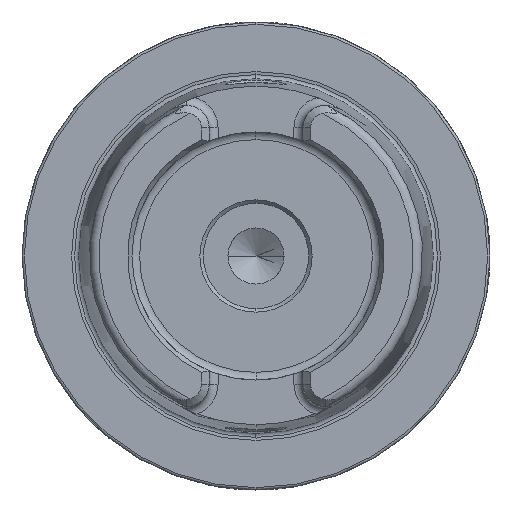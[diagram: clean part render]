
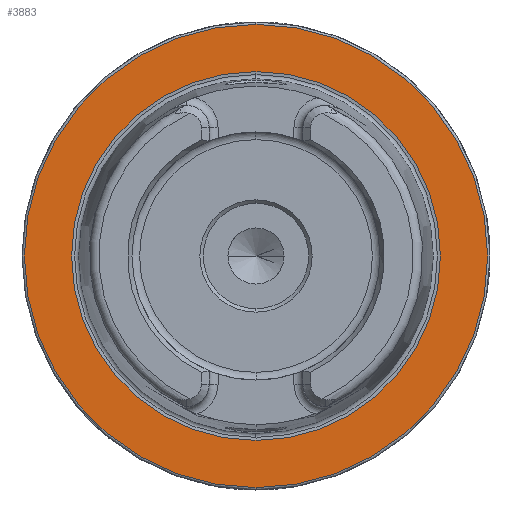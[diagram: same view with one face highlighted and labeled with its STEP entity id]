
A CAD part, left-side view. The second image highlights one B-rep face of the part: STEP entity #3883.
In plain terms, the highlighted planar face has unit normal (-1, 0, 0).
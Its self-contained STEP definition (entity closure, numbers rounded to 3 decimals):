
#1138 = AXIS2_PLACEMENT_3D ( 'NONE', #5526, #5461, #5410 ) ;
#1180 = AXIS2_PLACEMENT_3D ( 'NONE', #12854, #12915, #12782 ) ;
#2303 = CARTESIAN_POINT ( 'NONE',  ( 0., 0., -39.405 ) ) ;
#2695 = ORIENTED_EDGE ( 'NONE', *, *, #9379, .T. ) ;
#2696 = ORIENTED_EDGE ( 'NONE', *, *, #8395, .T. ) ;
#2757 = ORIENTED_EDGE ( 'NONE', *, *, #9017, .F. ) ;
#2791 = ORIENTED_EDGE ( 'NONE', *, *, #10571, .F. ) ;
#3883 = ADVANCED_FACE ( 'NONE', ( #4516, #4670 ), #8631, .F. ) ;
#3944 = VERTEX_POINT ( 'NONE', #7959 ) ;
#3991 = VERTEX_POINT ( 'NONE', #8012 ) ;
#4018 = VERTEX_POINT ( 'NONE', #8048 ) ;
#4516 = FACE_BOUND ( 'NONE', #11404, .T. ) ;
#4670 = FACE_OUTER_BOUND ( 'NONE', #13089, .T. ) ;
#4976 = DIRECTION ( 'NONE',  ( 0., 0., 1. ) ) ;
#5030 = CARTESIAN_POINT ( 'NONE',  ( 0., 0., 0. ) ) ;
#5148 = CARTESIAN_POINT ( 'NONE',  ( 0., 0., 0. ) ) ;
#5163 = DIRECTION ( 'NONE',  ( -1., 0., 0. ) ) ;
#5410 = DIRECTION ( 'NONE',  ( 0., 0., 1. ) ) ;
#5417 = DIRECTION ( 'NONE',  ( -1., 0., 0. ) ) ;
#5461 = DIRECTION ( 'NONE',  ( -1., 0., 0. ) ) ;
#5526 = CARTESIAN_POINT ( 'NONE',  ( 0., 0., 0. ) ) ;
#5624 = DIRECTION ( 'NONE',  ( 0., 0., 1. ) ) ;
#7078 = AXIS2_PLACEMENT_3D ( 'NONE', #5030, #5163, #5624 ) ;
#7959 = CARTESIAN_POINT ( 'NONE',  ( 0., 0., 39.405 ) ) ;
#8012 = CARTESIAN_POINT ( 'NONE',  ( 0., 0., 49.5 ) ) ;
#8048 = CARTESIAN_POINT ( 'NONE',  ( 0., 0., -49.5 ) ) ;
#8395 = EDGE_CURVE ( 'NONE', #3991, #4018, #12184, .T. ) ;
#8628 = CARTESIAN_POINT ( 'NONE',  ( 0., 49.5, 0. ) ) ;
#8631 = PLANE ( 'NONE',  #10379 ) ;
#8635 = DIRECTION ( 'NONE',  ( 1., 0., 0. ) ) ;
#8637 = DIRECTION ( 'NONE',  ( 0., 0., -1. ) ) ;
#9017 = EDGE_CURVE ( 'NONE', #3944, #12153, #9900, .T. ) ;
#9318 = CIRCLE ( 'NONE', #1138, 49.5 ) ;
#9379 = EDGE_CURVE ( 'NONE', #4018, #3991, #9318, .T. ) ;
#9900 = CIRCLE ( 'NONE', #7078, 39.405 ) ;
#10379 = AXIS2_PLACEMENT_3D ( 'NONE', #8628, #8635, #8637 ) ;
#10571 = EDGE_CURVE ( 'NONE', #12153, #3944, #10851, .T. ) ;
#10851 = CIRCLE ( 'NONE', #1180, 39.405 ) ;
#11404 = EDGE_LOOP ( 'NONE', ( #2757, #2791 ) ) ;
#12153 = VERTEX_POINT ( 'NONE', #2303 ) ;
#12184 = CIRCLE ( 'NONE', #13342, 49.5 ) ;
#12782 = DIRECTION ( 'NONE',  ( 0., 0., 1. ) ) ;
#12854 = CARTESIAN_POINT ( 'NONE',  ( 0., 0., 0. ) ) ;
#12915 = DIRECTION ( 'NONE',  ( -1., 0., 0. ) ) ;
#13089 = EDGE_LOOP ( 'NONE', ( #2696, #2695 ) ) ;
#13342 = AXIS2_PLACEMENT_3D ( 'NONE', #5148, #5417, #4976 ) ;
